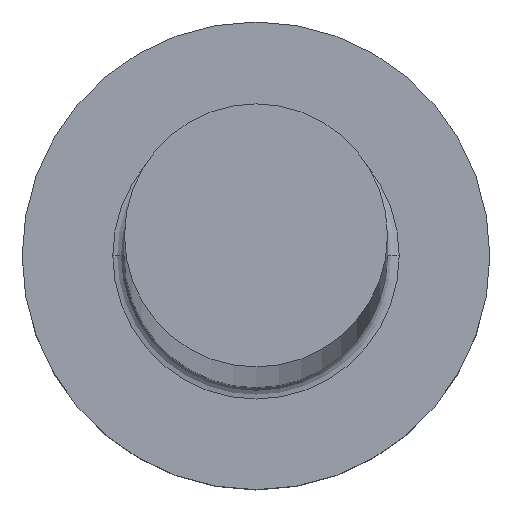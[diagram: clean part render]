
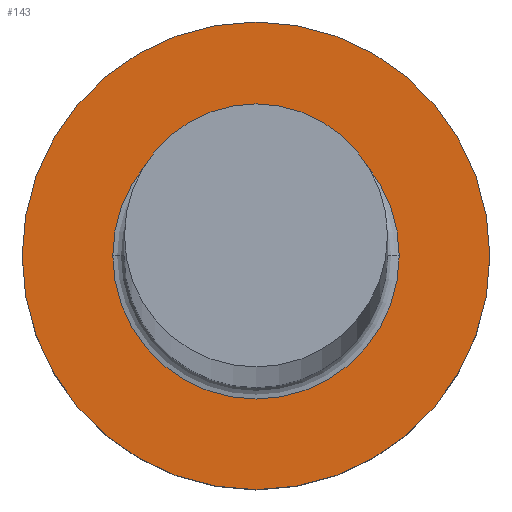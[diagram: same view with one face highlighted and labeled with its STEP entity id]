
A CAD part, top view. The second image highlights one B-rep face of the part: STEP entity #143.
In plain terms, the highlighted planar face has unit normal (0, 0, 1).
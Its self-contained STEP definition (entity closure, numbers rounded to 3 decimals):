
#1 = CARTESIAN_POINT ( 'NONE',  ( 0., 0., 3. ) ) ;
#4 = CARTESIAN_POINT ( 'NONE',  ( 2.45, 0., 3. ) ) ;
#17 = DIRECTION ( 'NONE',  ( 0., 0., -1. ) ) ;
#19 = DIRECTION ( 'NONE',  ( 1., 0., 0. ) ) ;
#23 = CARTESIAN_POINT ( 'NONE',  ( 0., 0., 3. ) ) ;
#25 = CIRCLE ( 'NONE', #292, 2.45 ) ;
#36 = AXIS2_PLACEMENT_3D ( 'NONE', #1, #236, #173 ) ;
#39 = FACE_OUTER_BOUND ( 'NONE', #181, .T. ) ;
#46 = CARTESIAN_POINT ( 'NONE',  ( -4., 0., 3. ) ) ;
#65 = CIRCLE ( 'NONE', #213, 4. ) ;
#68 = CARTESIAN_POINT ( 'NONE',  ( 0., 0., 3. ) ) ;
#88 = AXIS2_PLACEMENT_3D ( 'NONE', #23, #212, #216 ) ;
#101 = ORIENTED_EDGE ( 'NONE', *, *, #244, .T. ) ;
#114 = PLANE ( 'NONE',  #197 ) ;
#122 = DIRECTION ( 'NONE',  ( 0., 0., 1. ) ) ;
#135 = EDGE_CURVE ( 'NONE', #221, #153, #25, .T. ) ;
#140 = CARTESIAN_POINT ( 'NONE',  ( 0., 0., 3. ) ) ;
#141 = ORIENTED_EDGE ( 'NONE', *, *, #175, .T. ) ;
#143 = ADVANCED_FACE ( 'NONE', ( #258, #39 ), #114, .T. ) ;
#153 = VERTEX_POINT ( 'NONE', #4 ) ;
#164 = DIRECTION ( 'NONE',  ( 1., 0., 0. ) ) ;
#173 = DIRECTION ( 'NONE',  ( 1., 0., 0. ) ) ;
#175 = EDGE_CURVE ( 'NONE', #210, #248, #195, .T. ) ;
#181 = EDGE_LOOP ( 'NONE', ( #141, #278 ) ) ;
#186 = CARTESIAN_POINT ( 'NONE',  ( 0., 0., 3. ) ) ;
#191 = EDGE_CURVE ( 'NONE', #248, #210, #65, .T. ) ;
#193 = CARTESIAN_POINT ( 'NONE',  ( 4., 0., 3. ) ) ;
#195 = CIRCLE ( 'NONE', #36, 4. ) ;
#197 = AXIS2_PLACEMENT_3D ( 'NONE', #140, #231, #19 ) ;
#210 = VERTEX_POINT ( 'NONE', #46 ) ;
#212 = DIRECTION ( 'NONE',  ( 0., 0., -1. ) ) ;
#213 = AXIS2_PLACEMENT_3D ( 'NONE', #68, #122, #218 ) ;
#216 = DIRECTION ( 'NONE',  ( 1., 0., 0. ) ) ;
#218 = DIRECTION ( 'NONE',  ( 1., 0., 0. ) ) ;
#221 = VERTEX_POINT ( 'NONE', #263 ) ;
#226 = CIRCLE ( 'NONE', #88, 2.45 ) ;
#231 = DIRECTION ( 'NONE',  ( 0., 0., 1. ) ) ;
#236 = DIRECTION ( 'NONE',  ( 0., 0., 1. ) ) ;
#244 = EDGE_CURVE ( 'NONE', #153, #221, #226, .T. ) ;
#245 = ORIENTED_EDGE ( 'NONE', *, *, #135, .T. ) ;
#248 = VERTEX_POINT ( 'NONE', #193 ) ;
#258 = FACE_BOUND ( 'NONE', #290, .T. ) ;
#263 = CARTESIAN_POINT ( 'NONE',  ( -2.45, 0., 3. ) ) ;
#278 = ORIENTED_EDGE ( 'NONE', *, *, #191, .T. ) ;
#290 = EDGE_LOOP ( 'NONE', ( #101, #245 ) ) ;
#292 = AXIS2_PLACEMENT_3D ( 'NONE', #186, #17, #164 ) ;
